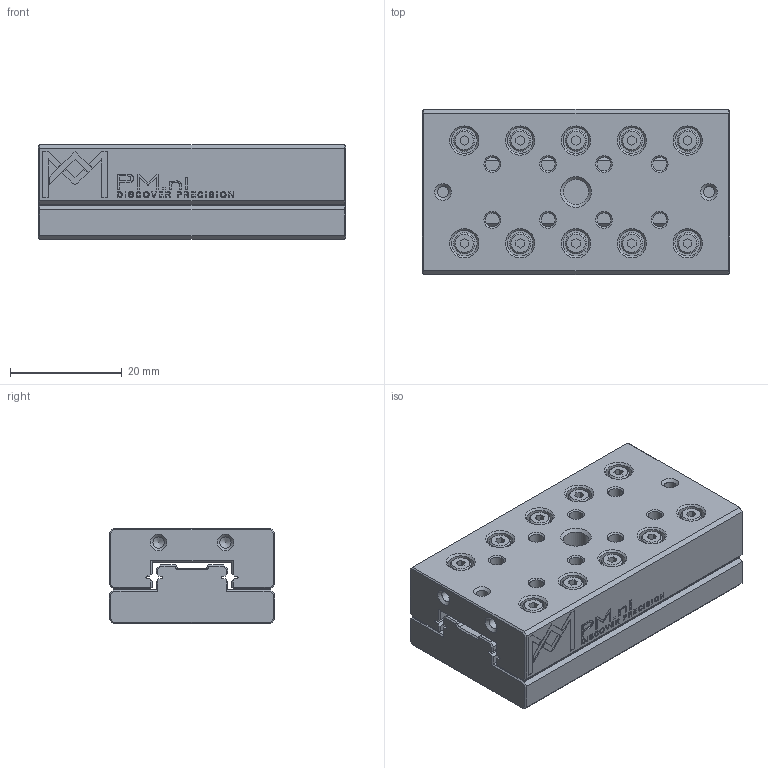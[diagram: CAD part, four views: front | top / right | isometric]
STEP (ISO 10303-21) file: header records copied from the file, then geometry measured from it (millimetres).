
FILE_DESCRIPTION(/* description */ (''),/* implementation_level */ '2;1');
FILE_NAME(/* name */ 'RT-1550_stp.stp',/* time_stamp */ '2024-10-04T14:28:36+02:00',/* author */ (''),/* organization */ (''),/* preprocessor_version */ 'ST-DEVELOPER v16.7',/* originating_system */ 'SIEMENS PLM Software NX 12.0',/* authorisation */ '');
FILE_SCHEMA (('AUTOMOTIVE_DESIGN { 1 0 10303 214 3 1 1 1 }'));
Length unit declared in the file: millimetre
Products named in the file (1): RT-1550_stp
Bounding box: 55 x 29.6 x 17 mm (x, y, z)
Volume: 24976.9 mm3; surface area: 12599.2 mm2
Topology: 2 solids, 2 shells, 1087 faces, 2699 edges, 1758 vertices
Faces by surface type: plane 748, bspline 180, cone 83, cylinder 76
Full cylindrical faces by diameter (mm): 2 x11, 2.5 x8, 3 x6, 3.8 x20, 4.5 x1, 4.6 x20, 5 x4
Entity records: 35919 total; most frequent: CARTESIAN_POINT 7814, ORIENTED_EDGE 5054, DIRECTION 4206, EDGE_CURVE 2527, LINE 1928, VECTOR 1928, VERTEX_POINT 1739, EDGE_LOOP 1408
